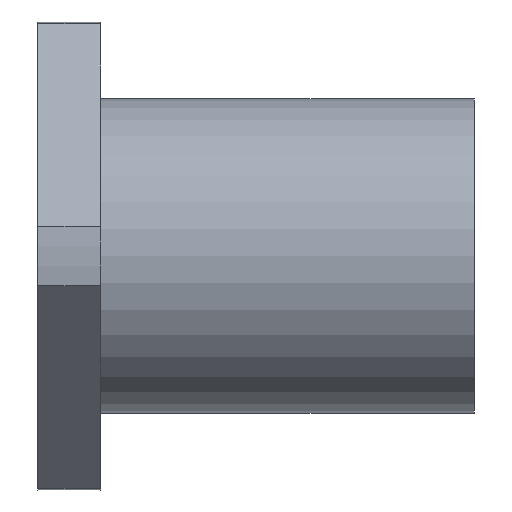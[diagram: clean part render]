
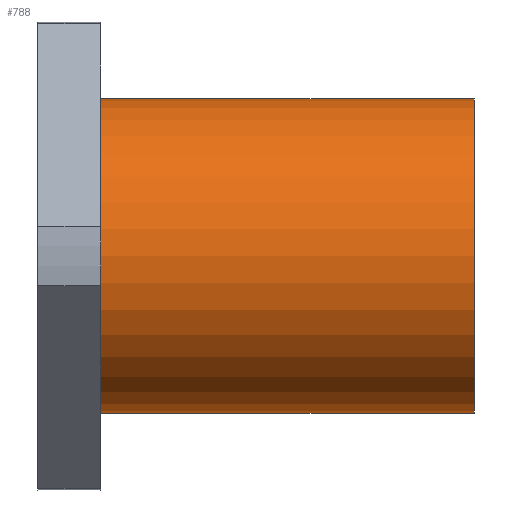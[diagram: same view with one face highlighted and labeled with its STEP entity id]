
A CAD part, front view. The second image highlights one B-rep face of the part: STEP entity #788.
In plain terms, the highlighted cylindrical face has radius 45 mm (diameter 90 mm), a partial arc.
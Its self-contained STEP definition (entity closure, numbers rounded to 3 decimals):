
#194 = ORIENTED_EDGE ( 'NONE', *, *, #551, .F. ) ;
#195 = ORIENTED_EDGE ( 'NONE', *, *, #461, .T. ) ;
#196 = ORIENTED_EDGE ( 'NONE', *, *, #553, .T. ) ;
#197 = ORIENTED_EDGE ( 'NONE', *, *, #591, .F. ) ;
#236 = EDGE_LOOP ( 'NONE', ( #194, #195, #196, #197 ) ) ;
#302 = CIRCLE ( 'NONE', #603, 45. ) ;
#386 = LINE ( 'NONE', #889, #390 ) ;
#390 = VECTOR ( 'NONE', #890, 1000. ) ;
#414 = VECTOR ( 'NONE', #884, 1000. ) ;
#415 = LINE ( 'NONE', #883, #414 ) ;
#461 = EDGE_CURVE ( 'NONE', #1429, #1437, #302, .T. ) ;
#551 = EDGE_CURVE ( 'NONE', #1429, #1413, #415, .T. ) ;
#553 = EDGE_CURVE ( 'NONE', #1437, #1439, #386, .T. ) ;
#591 = EDGE_CURVE ( 'NONE', #1413, #1439, #1278, .T. ) ;
#603 = AXIS2_PLACEMENT_3D ( 'NONE', #1488, #1489, #1490 ) ;
#684 = AXIS2_PLACEMENT_3D ( 'NONE', #975, #984, #985 ) ;
#741 = AXIS2_PLACEMENT_3D ( 'NONE', #1151, #1145, #1139 ) ;
#788 = ADVANCED_FACE ( 'NONE', ( #1382 ), #1383, .T. ) ;
#883 = CARTESIAN_POINT ( 'NONE',  ( 0., 0., -45. ) ) ;
#884 = DIRECTION ( 'NONE',  ( -1., 0., 0. ) ) ;
#889 = CARTESIAN_POINT ( 'NONE',  ( 0., 0., 45. ) ) ;
#890 = DIRECTION ( 'NONE',  ( -1., 0., 0. ) ) ;
#975 = CARTESIAN_POINT ( 'NONE',  ( 18., 0., 0. ) ) ;
#984 = DIRECTION ( 'NONE',  ( -1., 0., 0. ) ) ;
#985 = DIRECTION ( 'NONE',  ( 0., 0., 1. ) ) ;
#1139 = DIRECTION ( 'NONE',  ( 0., 0., 1. ) ) ;
#1145 = DIRECTION ( 'NONE',  ( -1., 0., 0. ) ) ;
#1151 = CARTESIAN_POINT ( 'NONE',  ( 0., 0., 0. ) ) ;
#1180 = CARTESIAN_POINT ( 'NONE',  ( 18., 0., -45. ) ) ;
#1196 = CARTESIAN_POINT ( 'NONE',  ( 125., 0., -45. ) ) ;
#1204 = CARTESIAN_POINT ( 'NONE',  ( 125., 0., 45. ) ) ;
#1206 = CARTESIAN_POINT ( 'NONE',  ( 18., 0., 45. ) ) ;
#1278 = CIRCLE ( 'NONE', #684, 45. ) ;
#1382 = FACE_OUTER_BOUND ( 'NONE', #236, .T. ) ;
#1383 = CYLINDRICAL_SURFACE ( 'NONE', #741, 45. ) ;
#1413 = VERTEX_POINT ( 'NONE', #1180 ) ;
#1429 = VERTEX_POINT ( 'NONE', #1196 ) ;
#1437 = VERTEX_POINT ( 'NONE', #1204 ) ;
#1439 = VERTEX_POINT ( 'NONE', #1206 ) ;
#1488 = CARTESIAN_POINT ( 'NONE',  ( 125., 0., 0. ) ) ;
#1489 = DIRECTION ( 'NONE',  ( -1., 0., 0. ) ) ;
#1490 = DIRECTION ( 'NONE',  ( 0., 0., 1. ) ) ;
